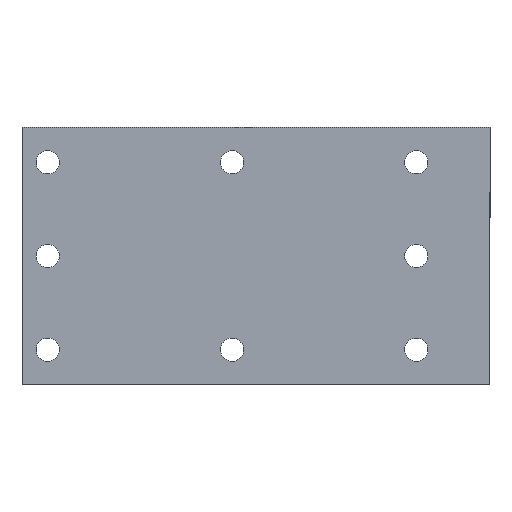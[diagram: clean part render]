
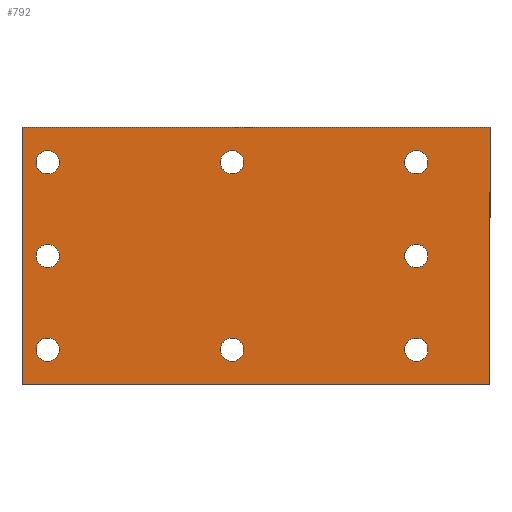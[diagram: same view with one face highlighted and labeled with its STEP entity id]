
A CAD part, left-side view. The second image highlights one B-rep face of the part: STEP entity #792.
In plain terms, the highlighted planar face has unit normal (-1, 0, 0).
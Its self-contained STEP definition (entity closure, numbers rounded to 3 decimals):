
#15=FACE_BOUND('',#112,.T.);
#16=FACE_BOUND('',#113,.T.);
#17=FACE_BOUND('',#114,.T.);
#18=FACE_BOUND('',#115,.T.);
#19=FACE_BOUND('',#116,.T.);
#20=FACE_BOUND('',#117,.T.);
#21=FACE_BOUND('',#118,.T.);
#22=FACE_BOUND('',#119,.T.);
#65=PLANE('',#843);
#76=FACE_OUTER_BOUND('',#111,.T.);
#111=EDGE_LOOP('',(#548,#549,#550,#551));
#112=EDGE_LOOP('',(#552,#553));
#113=EDGE_LOOP('',(#554,#555));
#114=EDGE_LOOP('',(#556,#557));
#115=EDGE_LOOP('',(#558));
#116=EDGE_LOOP('',(#559,#560));
#117=EDGE_LOOP('',(#561,#562));
#118=EDGE_LOOP('',(#563,#564));
#119=EDGE_LOOP('',(#565));
#196=LINE('',#1192,#245);
#197=LINE('',#1194,#246);
#198=LINE('',#1196,#247);
#199=LINE('',#1197,#248);
#245=VECTOR('',#948,10.);
#246=VECTOR('',#949,10.);
#247=VECTOR('',#950,10.);
#248=VECTOR('',#951,10.);
#294=CIRCLE('',#842,1.265);
#295=CIRCLE('',#844,1.265);
#296=CIRCLE('',#845,1.265);
#297=CIRCLE('',#846,1.265);
#298=CIRCLE('',#847,1.265);
#299=CIRCLE('',#848,1.265);
#300=CIRCLE('',#849,1.265);
#301=CIRCLE('',#850,1.265);
#302=CIRCLE('',#851,1.265);
#303=CIRCLE('',#852,1.265);
#304=CIRCLE('',#853,1.265);
#305=CIRCLE('',#854,1.265);
#306=CIRCLE('',#855,1.265);
#307=CIRCLE('',#856,1.265);
#356=VERTEX_POINT('',#1186);
#357=VERTEX_POINT('',#1190);
#358=VERTEX_POINT('',#1191);
#359=VERTEX_POINT('',#1193);
#360=VERTEX_POINT('',#1195);
#361=VERTEX_POINT('',#1198);
#362=VERTEX_POINT('',#1199);
#363=VERTEX_POINT('',#1202);
#364=VERTEX_POINT('',#1203);
#365=VERTEX_POINT('',#1206);
#366=VERTEX_POINT('',#1207);
#367=VERTEX_POINT('',#1210);
#368=VERTEX_POINT('',#1212);
#369=VERTEX_POINT('',#1213);
#370=VERTEX_POINT('',#1216);
#371=VERTEX_POINT('',#1217);
#372=VERTEX_POINT('',#1220);
#373=VERTEX_POINT('',#1221);
#435=EDGE_CURVE('',#356,#356,#294,.T.);
#436=EDGE_CURVE('',#357,#358,#196,.T.);
#437=EDGE_CURVE('',#358,#359,#197,.T.);
#438=EDGE_CURVE('',#359,#360,#198,.T.);
#439=EDGE_CURVE('',#357,#360,#199,.T.);
#440=EDGE_CURVE('',#361,#362,#295,.T.);
#441=EDGE_CURVE('',#362,#361,#296,.T.);
#442=EDGE_CURVE('',#363,#364,#297,.T.);
#443=EDGE_CURVE('',#364,#363,#298,.T.);
#444=EDGE_CURVE('',#365,#366,#299,.T.);
#445=EDGE_CURVE('',#366,#365,#300,.T.);
#446=EDGE_CURVE('',#367,#367,#301,.T.);
#447=EDGE_CURVE('',#368,#369,#302,.T.);
#448=EDGE_CURVE('',#369,#368,#303,.T.);
#449=EDGE_CURVE('',#370,#371,#304,.T.);
#450=EDGE_CURVE('',#371,#370,#305,.T.);
#451=EDGE_CURVE('',#372,#373,#306,.T.);
#452=EDGE_CURVE('',#373,#372,#307,.T.);
#548=ORIENTED_EDGE('',*,*,#436,.T.);
#549=ORIENTED_EDGE('',*,*,#437,.T.);
#550=ORIENTED_EDGE('',*,*,#438,.T.);
#551=ORIENTED_EDGE('',*,*,#439,.F.);
#552=ORIENTED_EDGE('',*,*,#440,.F.);
#553=ORIENTED_EDGE('',*,*,#441,.F.);
#554=ORIENTED_EDGE('',*,*,#442,.F.);
#555=ORIENTED_EDGE('',*,*,#443,.F.);
#556=ORIENTED_EDGE('',*,*,#444,.F.);
#557=ORIENTED_EDGE('',*,*,#445,.F.);
#558=ORIENTED_EDGE('',*,*,#446,.F.);
#559=ORIENTED_EDGE('',*,*,#447,.F.);
#560=ORIENTED_EDGE('',*,*,#448,.F.);
#561=ORIENTED_EDGE('',*,*,#449,.F.);
#562=ORIENTED_EDGE('',*,*,#450,.F.);
#563=ORIENTED_EDGE('',*,*,#451,.F.);
#564=ORIENTED_EDGE('',*,*,#452,.F.);
#565=ORIENTED_EDGE('',*,*,#435,.F.);
#792=ADVANCED_FACE('',(#76,#15,#16,#17,#18,#19,#20,#21,#22),#65,.T.);
#842=AXIS2_PLACEMENT_3D('',#1188,#944,#945);
#843=AXIS2_PLACEMENT_3D('',#1189,#946,#947);
#844=AXIS2_PLACEMENT_3D('',#1200,#952,#953);
#845=AXIS2_PLACEMENT_3D('',#1201,#954,#955);
#846=AXIS2_PLACEMENT_3D('',#1204,#956,#957);
#847=AXIS2_PLACEMENT_3D('',#1205,#958,#959);
#848=AXIS2_PLACEMENT_3D('',#1208,#960,#961);
#849=AXIS2_PLACEMENT_3D('',#1209,#962,#963);
#850=AXIS2_PLACEMENT_3D('',#1211,#964,#965);
#851=AXIS2_PLACEMENT_3D('',#1214,#966,#967);
#852=AXIS2_PLACEMENT_3D('',#1215,#968,#969);
#853=AXIS2_PLACEMENT_3D('',#1218,#970,#971);
#854=AXIS2_PLACEMENT_3D('',#1219,#972,#973);
#855=AXIS2_PLACEMENT_3D('',#1222,#974,#975);
#856=AXIS2_PLACEMENT_3D('',#1223,#976,#977);
#944=DIRECTION('center_axis',(-1.,0.,0.));
#945=DIRECTION('ref_axis',(0.,-1.,0.));
#946=DIRECTION('center_axis',(-1.,0.,0.));
#947=DIRECTION('ref_axis',(0.,0.,1.));
#948=DIRECTION('',(0.,0.,1.));
#949=DIRECTION('',(0.,1.,0.));
#950=DIRECTION('',(0.,0.,-1.));
#951=DIRECTION('',(0.,1.,0.));
#952=DIRECTION('center_axis',(-1.,0.,0.));
#953=DIRECTION('ref_axis',(0.,-1.,0.));
#954=DIRECTION('center_axis',(-1.,0.,0.));
#955=DIRECTION('ref_axis',(0.,-1.,0.));
#956=DIRECTION('center_axis',(-1.,0.,0.));
#957=DIRECTION('ref_axis',(0.,-1.,0.));
#958=DIRECTION('center_axis',(-1.,0.,0.));
#959=DIRECTION('ref_axis',(0.,-1.,0.));
#960=DIRECTION('center_axis',(-1.,0.,0.));
#961=DIRECTION('ref_axis',(0.,-1.,0.));
#962=DIRECTION('center_axis',(-1.,0.,0.));
#963=DIRECTION('ref_axis',(0.,-1.,0.));
#964=DIRECTION('center_axis',(-1.,0.,0.));
#965=DIRECTION('ref_axis',(0.,-1.,0.));
#966=DIRECTION('center_axis',(-1.,0.,0.));
#967=DIRECTION('ref_axis',(0.,-1.,0.));
#968=DIRECTION('center_axis',(-1.,0.,0.));
#969=DIRECTION('ref_axis',(0.,-1.,0.));
#970=DIRECTION('center_axis',(-1.,0.,0.));
#971=DIRECTION('ref_axis',(0.,-1.,0.));
#972=DIRECTION('center_axis',(-1.,0.,0.));
#973=DIRECTION('ref_axis',(0.,-1.,0.));
#974=DIRECTION('center_axis',(-1.,0.,0.));
#975=DIRECTION('ref_axis',(0.,-1.,0.));
#976=DIRECTION('center_axis',(-1.,0.,0.));
#977=DIRECTION('ref_axis',(0.,-1.,0.));
#1186=CARTESIAN_POINT('',(3.7,49.263,13.3));
#1188=CARTESIAN_POINT('Origin',(3.7,47.998,13.3));
#1189=CARTESIAN_POINT('Origin',(3.7,0.,-0.7));
#1190=CARTESIAN_POINT('',(3.7,0.,-0.7));
#1191=CARTESIAN_POINT('',(3.7,0.,27.3));
#1192=CARTESIAN_POINT('',(3.7,0.,-0.7));
#1193=CARTESIAN_POINT('',(3.7,50.8,27.3));
#1194=CARTESIAN_POINT('',(3.7,0.,27.3));
#1195=CARTESIAN_POINT('',(3.7,50.8,-0.7));
#1196=CARTESIAN_POINT('',(3.7,50.8,27.3));
#1197=CARTESIAN_POINT('',(3.7,0.,-0.7));
#1198=CARTESIAN_POINT('',(3.7,6.734,3.117));
#1199=CARTESIAN_POINT('',(3.7,9.262,3.117));
#1200=CARTESIAN_POINT('Origin',(3.7,7.998,3.117));
#1201=CARTESIAN_POINT('Origin',(3.7,7.998,3.117));
#1202=CARTESIAN_POINT('',(3.7,26.734,3.125));
#1203=CARTESIAN_POINT('',(3.7,29.263,3.125));
#1204=CARTESIAN_POINT('Origin',(3.7,27.998,3.125));
#1205=CARTESIAN_POINT('Origin',(3.7,27.998,3.125));
#1206=CARTESIAN_POINT('',(3.7,46.734,23.475));
#1207=CARTESIAN_POINT('',(3.7,49.263,23.475));
#1208=CARTESIAN_POINT('Origin',(3.7,47.998,23.475));
#1209=CARTESIAN_POINT('Origin',(3.7,47.998,23.475));
#1210=CARTESIAN_POINT('',(3.7,9.263,13.3));
#1211=CARTESIAN_POINT('Origin',(3.7,7.998,13.3));
#1212=CARTESIAN_POINT('',(3.7,26.734,23.475));
#1213=CARTESIAN_POINT('',(3.7,29.263,23.475));
#1214=CARTESIAN_POINT('Origin',(3.7,27.998,23.475));
#1215=CARTESIAN_POINT('Origin',(3.7,27.998,23.475));
#1216=CARTESIAN_POINT('',(3.7,46.734,3.125));
#1217=CARTESIAN_POINT('',(3.7,49.263,3.125));
#1218=CARTESIAN_POINT('Origin',(3.7,47.998,3.125));
#1219=CARTESIAN_POINT('Origin',(3.7,47.998,3.125));
#1220=CARTESIAN_POINT('',(3.7,6.734,23.483));
#1221=CARTESIAN_POINT('',(3.7,9.262,23.483));
#1222=CARTESIAN_POINT('Origin',(3.7,7.998,23.483));
#1223=CARTESIAN_POINT('Origin',(3.7,7.998,23.483));
